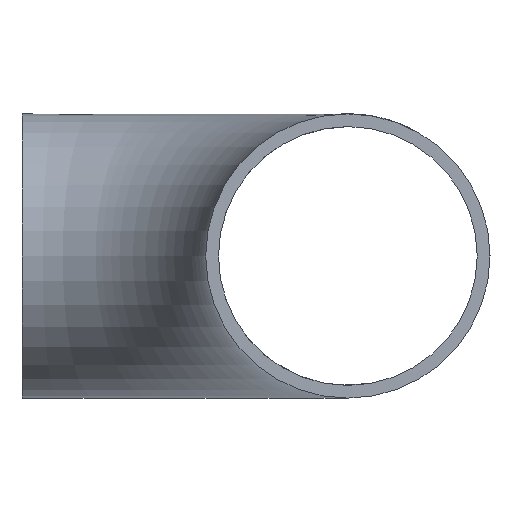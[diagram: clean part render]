
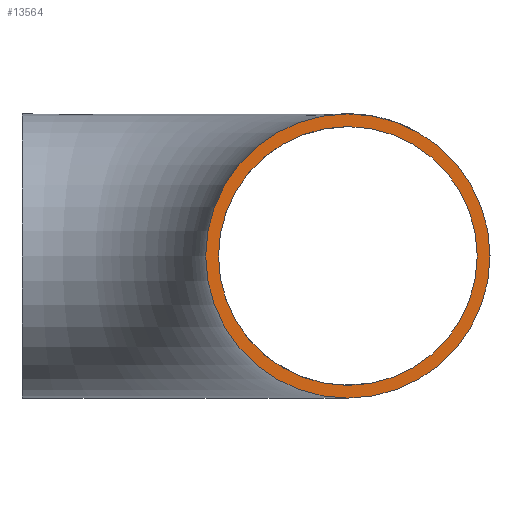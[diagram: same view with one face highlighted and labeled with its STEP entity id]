
A CAD part, left-side view. The second image highlights one B-rep face of the part: STEP entity #13564.
In plain terms, the highlighted planar face has unit normal (-1, 0, 0).
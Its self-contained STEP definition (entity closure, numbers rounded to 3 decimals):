
#298 = CIRCLE ( 'NONE', #8321, 22.25 ) ;
#705 = EDGE_LOOP ( 'NONE', ( #2898, #12051 ) ) ;
#932 = VERTEX_POINT ( 'NONE', #2409 ) ;
#1247 = AXIS2_PLACEMENT_3D ( 'NONE', #2935, #8999, #13675 ) ;
#1563 = CARTESIAN_POINT ( 'NONE',  ( 0., 0., 22.25 ) ) ;
#2023 = CARTESIAN_POINT ( 'NONE',  ( 0., 0., 0. ) ) ;
#2317 = CARTESIAN_POINT ( 'NONE',  ( 0., 0., 20.25 ) ) ;
#2409 = CARTESIAN_POINT ( 'NONE',  ( 0., 0., -22.25 ) ) ;
#2898 = ORIENTED_EDGE ( 'NONE', *, *, #10556, .F. ) ;
#2935 = CARTESIAN_POINT ( 'NONE',  ( 0., 0., 0. ) ) ;
#3534 = EDGE_CURVE ( 'NONE', #9518, #7633, #6029, .T. ) ;
#3575 = DIRECTION ( 'NONE',  ( 1., 0., 0. ) ) ;
#3738 = DIRECTION ( 'NONE',  ( 1., 0., 0. ) ) ;
#3771 = CARTESIAN_POINT ( 'NONE',  ( 0., 0., -20.25 ) ) ;
#4015 = VERTEX_POINT ( 'NONE', #1563 ) ;
#4070 = EDGE_LOOP ( 'NONE', ( #8714, #11221 ) ) ;
#4108 = AXIS2_PLACEMENT_3D ( 'NONE', #15476, #3575, #12101 ) ;
#4664 = DIRECTION ( 'NONE',  ( 1., 0., 0. ) ) ;
#6029 = CIRCLE ( 'NONE', #1247, 20.25 ) ;
#6426 = CIRCLE ( 'NONE', #6666, 22.25 ) ;
#6666 = AXIS2_PLACEMENT_3D ( 'NONE', #11467, #4664, #8123 ) ;
#7288 = PLANE ( 'NONE',  #4108 ) ;
#7633 = VERTEX_POINT ( 'NONE', #3771 ) ;
#8123 = DIRECTION ( 'NONE',  ( 0., 0., -1. ) ) ;
#8209 = FACE_BOUND ( 'NONE', #4070, .T. ) ;
#8321 = AXIS2_PLACEMENT_3D ( 'NONE', #2023, #9171, #15086 ) ;
#8684 = DIRECTION ( 'NONE',  ( 0., 0., -1. ) ) ;
#8714 = ORIENTED_EDGE ( 'NONE', *, *, #3534, .T. ) ;
#8999 = DIRECTION ( 'NONE',  ( 1., 0., 0. ) ) ;
#9171 = DIRECTION ( 'NONE',  ( 1., 0., 0. ) ) ;
#9474 = FACE_OUTER_BOUND ( 'NONE', #705, .T. ) ;
#9518 = VERTEX_POINT ( 'NONE', #2317 ) ;
#9866 = AXIS2_PLACEMENT_3D ( 'NONE', #12257, #3738, #8684 ) ;
#10556 = EDGE_CURVE ( 'NONE', #932, #4015, #298, .T. ) ;
#10983 = EDGE_CURVE ( 'NONE', #7633, #9518, #12153, .T. ) ;
#11221 = ORIENTED_EDGE ( 'NONE', *, *, #10983, .T. ) ;
#11467 = CARTESIAN_POINT ( 'NONE',  ( 0., 0., 0. ) ) ;
#12051 = ORIENTED_EDGE ( 'NONE', *, *, #14806, .F. ) ;
#12101 = DIRECTION ( 'NONE',  ( 0., 0., -1. ) ) ;
#12153 = CIRCLE ( 'NONE', #9866, 20.25 ) ;
#12257 = CARTESIAN_POINT ( 'NONE',  ( 0., 0., 0. ) ) ;
#13564 = ADVANCED_FACE ( 'NONE', ( #8209, #9474 ), #7288, .F. ) ;
#13675 = DIRECTION ( 'NONE',  ( 0., 0., -1. ) ) ;
#14806 = EDGE_CURVE ( 'NONE', #4015, #932, #6426, .T. ) ;
#15086 = DIRECTION ( 'NONE',  ( 0., 0., -1. ) ) ;
#15476 = CARTESIAN_POINT ( 'NONE',  ( 0., 0., 0. ) ) ;
